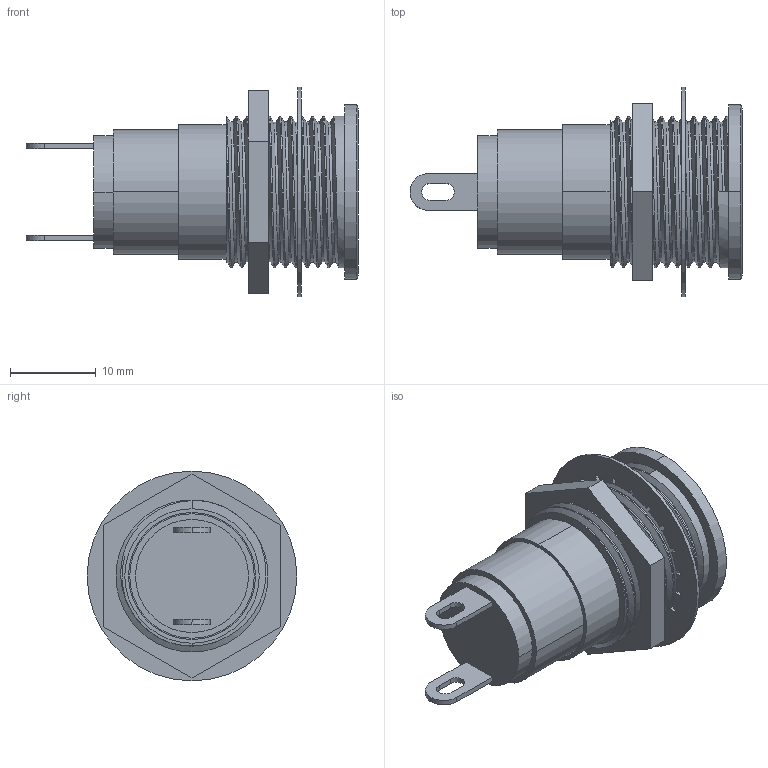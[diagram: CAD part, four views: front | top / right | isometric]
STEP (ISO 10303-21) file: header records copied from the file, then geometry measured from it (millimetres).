
FILE_DESCRIPTION (( 'STEP AP203' ), '1' );
FILE_NAME ('9304x.STEP', '2016-12-23T23:47:42', ( '' ), ( '' ), 'SwSTEP 2.0', 'SolidWorks 2016', '' );
FILE_SCHEMA (( 'CONFIG_CONTROL_DESIGN' ));
Length unit declared in the file: inch
Products named in the file (6): 891-016-001; 886-120-01X; 903-078-0xx; 905-034-xxx; 9304x; 889-034-xxx_889-034-01X
Assembly tree (6 placements, depth 2):
  9304x
    889-034-xxx_889-034-01X
    891-016-001
    886-120-01X  x2
    903-078-0xx
    905-034-xxx
Bounding box: 38.81 x 24.51 x 24.51 mm (x, y, z)
Volume: 6735.3 mm3; surface area: 5434.9 mm2
Topology: 6 solids, 6 shells, 190 faces, 502 edges, 327 vertices
Faces by surface type: cylinder 99, plane 84, cone 4, bspline 3
Entity records: 7518 total; most frequent: CARTESIAN_POINT 2714, ORIENTED_EDGE 888, DIRECTION 871, EDGE_CURVE 444, AXIS2_PLACEMENT_3D 308, VERTEX_POINT 291, VECTOR 255, LINE 255
